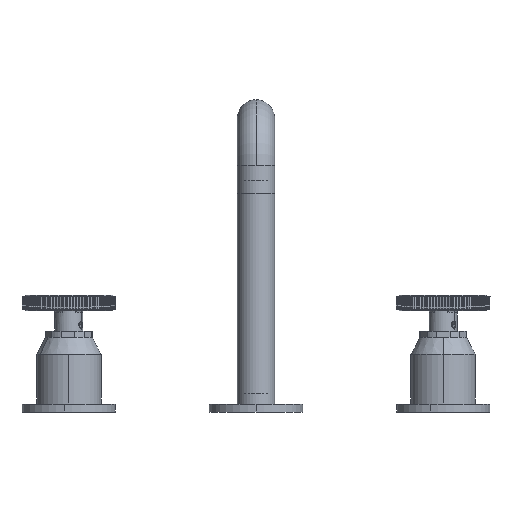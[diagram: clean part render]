
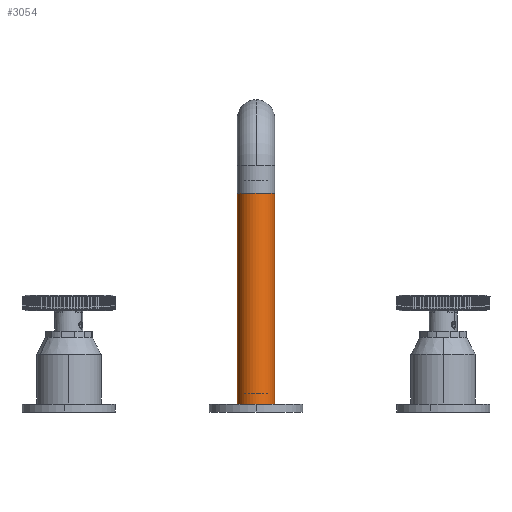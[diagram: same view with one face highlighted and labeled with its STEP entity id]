
A CAD part, top view. The second image highlights one B-rep face of the part: STEP entity #3054.
In plain terms, the highlighted cylindrical face has radius 12 mm (diameter 24 mm), a partial arc.
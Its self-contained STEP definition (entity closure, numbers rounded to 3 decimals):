
#295 = CARTESIAN_POINT ( 'NONE',  ( 0., 0., 0. ) ) ;
#511 = DIRECTION ( 'NONE',  ( 0., 0., 1. ) ) ;
#550 = EDGE_CURVE ( 'NONE', #15811, #5449, #555, .T. ) ;
#555 = LINE ( 'NONE', #6238, #14317 ) ;
#1294 = DIRECTION ( 'NONE',  ( 0., 1., 0. ) ) ;
#1611 = AXIS2_PLACEMENT_3D ( 'NONE', #9081, #10422, #11779 ) ;
#1635 = ORIENTED_EDGE ( 'NONE', *, *, #15203, .T. ) ;
#1723 = ORIENTED_EDGE ( 'NONE', *, *, #550, .F. ) ;
#2809 = AXIS2_PLACEMENT_3D ( 'NONE', #14030, #11494, #8683 ) ;
#2926 = DIRECTION ( 'NONE',  ( 0., 0., 1. ) ) ;
#3054 = ADVANCED_FACE ( 'NONE', ( #15761 ), #5800, .T. ) ;
#3146 = CIRCLE ( 'NONE', #12980, 12. ) ;
#4289 = CARTESIAN_POINT ( 'NONE',  ( 0., 158., 0. ) ) ;
#4846 = DIRECTION ( 'NONE',  ( 0., 1., 0. ) ) ;
#5205 = EDGE_LOOP ( 'NONE', ( #1635, #12790, #8546, #11129, #1723 ) ) ;
#5409 = VERTEX_POINT ( 'NONE', #14316 ) ;
#5415 = CARTESIAN_POINT ( 'NONE',  ( 0., 158., -12. ) ) ;
#5449 = VERTEX_POINT ( 'NONE', #11732 ) ;
#5800 = CYLINDRICAL_SURFACE ( 'NONE', #16325, 12. ) ;
#6132 = EDGE_CURVE ( 'NONE', #11585, #10214, #16585, .T. ) ;
#6238 = CARTESIAN_POINT ( 'NONE',  ( 0., 0., 12. ) ) ;
#7702 = CARTESIAN_POINT ( 'NONE',  ( 0., 0., -12. ) ) ;
#7768 = EDGE_CURVE ( 'NONE', #5409, #10214, #12718, .T. ) ;
#8546 = ORIENTED_EDGE ( 'NONE', *, *, #7768, .F. ) ;
#8683 = DIRECTION ( 'NONE',  ( 0., 0., 1. ) ) ;
#9081 = CARTESIAN_POINT ( 'NONE',  ( 0., 158., 0. ) ) ;
#9269 = CIRCLE ( 'NONE', #2809, 12. ) ;
#9403 = EDGE_CURVE ( 'NONE', #5449, #5409, #3146, .T. ) ;
#10214 = VERTEX_POINT ( 'NONE', #5415 ) ;
#10422 = DIRECTION ( 'NONE',  ( 0., 1., 0. ) ) ;
#11129 = ORIENTED_EDGE ( 'NONE', *, *, #9403, .F. ) ;
#11494 = DIRECTION ( 'NONE',  ( 0., 1., 0. ) ) ;
#11585 = VERTEX_POINT ( 'NONE', #12911 ) ;
#11732 = CARTESIAN_POINT ( 'NONE',  ( 0., 158., 12. ) ) ;
#11779 = DIRECTION ( 'NONE',  ( 0., 0., 1. ) ) ;
#12718 = CIRCLE ( 'NONE', #1611, 12. ) ;
#12790 = ORIENTED_EDGE ( 'NONE', *, *, #6132, .T. ) ;
#12911 = CARTESIAN_POINT ( 'NONE',  ( 0., 0., -12. ) ) ;
#12980 = AXIS2_PLACEMENT_3D ( 'NONE', #4289, #14986, #2926 ) ;
#14030 = CARTESIAN_POINT ( 'NONE',  ( 0., 0., 0. ) ) ;
#14316 = CARTESIAN_POINT ( 'NONE',  ( 12., 158., 0. ) ) ;
#14317 = VECTOR ( 'NONE', #1294, 1000. ) ;
#14986 = DIRECTION ( 'NONE',  ( 0., 1., 0. ) ) ;
#15203 = EDGE_CURVE ( 'NONE', #15811, #11585, #9269, .T. ) ;
#15761 = FACE_OUTER_BOUND ( 'NONE', #5205, .T. ) ;
#15811 = VERTEX_POINT ( 'NONE', #16923 ) ;
#16325 = AXIS2_PLACEMENT_3D ( 'NONE', #295, #16594, #511 ) ;
#16585 = LINE ( 'NONE', #7702, #17211 ) ;
#16594 = DIRECTION ( 'NONE',  ( 0., 1., 0. ) ) ;
#16923 = CARTESIAN_POINT ( 'NONE',  ( 0., 0., 12. ) ) ;
#17211 = VECTOR ( 'NONE', #4846, 1000. ) ;
